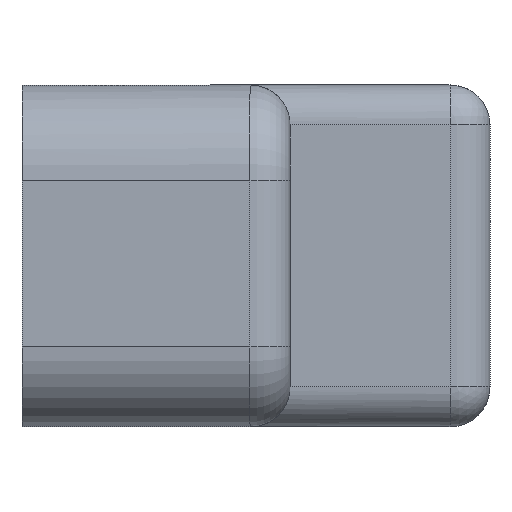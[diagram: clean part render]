
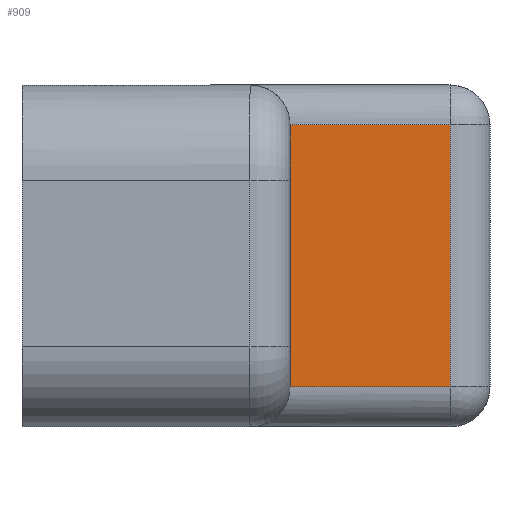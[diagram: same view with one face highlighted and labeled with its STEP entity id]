
A CAD part, left-side view. The second image highlights one B-rep face of the part: STEP entity #909.
In plain terms, the highlighted planar face has unit normal (-1, 0, 0).
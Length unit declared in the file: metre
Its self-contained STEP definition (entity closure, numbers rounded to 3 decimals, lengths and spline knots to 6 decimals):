
#191=ORIENTED_EDGE('',*,*,#451,.T.);
#192=ORIENTED_EDGE('',*,*,#452,.T.);
#193=ORIENTED_EDGE('',*,*,#443,.T.);
#194=ORIENTED_EDGE('',*,*,#453,.T.);
#443=EDGE_CURVE('',#572,#571,#641,.T.);
#451=EDGE_CURVE('',#577,#578,#649,.F.);
#452=EDGE_CURVE('',#578,#572,#650,.T.);
#453=EDGE_CURVE('',#571,#577,#651,.F.);
#571=VERTEX_POINT('',#1524);
#572=VERTEX_POINT('',#1526);
#577=VERTEX_POINT('',#1541);
#578=VERTEX_POINT('',#1542);
#641=LINE('',#1525,#721);
#649=LINE('',#1540,#729);
#650=LINE('',#1543,#730);
#651=LINE('',#1544,#731);
#721=VECTOR('',#1187,1.);
#729=VECTOR('',#1199,1.);
#730=VECTOR('',#1200,1.);
#731=VECTOR('',#1201,1.);
#768=EDGE_LOOP('',(#191,#192,#193,#194));
#830=FACE_BOUND('',#768,.T.);
#886=PLANE('',#996);
#909=ADVANCED_FACE('',(#830),#886,.F.);
#996=AXIS2_PLACEMENT_3D('',#1539,#1197,#1198);
#1187=DIRECTION('',(0.,0.,-1.));
#1197=DIRECTION('',(1.,0.,0.));
#1198=DIRECTION('',(0.,0.,-1.));
#1199=DIRECTION('',(0.,0.,-1.));
#1200=DIRECTION('',(0.,1.,0.));
#1201=DIRECTION('',(0.,1.,0.));
#1524=CARTESIAN_POINT('',(-0.0065,-0.0065,-0.00515));
#1525=CARTESIAN_POINT('',(-0.0065,-0.0065,-0.001875));
#1526=CARTESIAN_POINT('',(-0.0065,-0.0065,0.0014));
#1539=CARTESIAN_POINT('',(-0.0065,-0.0115,-0.001875));
#1540=CARTESIAN_POINT('',(-0.0065,-0.0105,0.0024));
#1541=CARTESIAN_POINT('',(-0.0065,-0.0105,-0.00515));
#1542=CARTESIAN_POINT('',(-0.0065,-0.0105,0.0014));
#1543=CARTESIAN_POINT('',(-0.0065,-0.0065,0.0014));
#1544=CARTESIAN_POINT('',(-0.0065,-0.0115,-0.00515));
